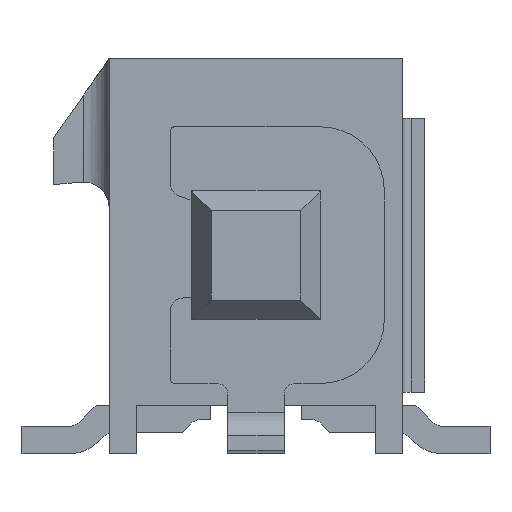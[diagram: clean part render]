
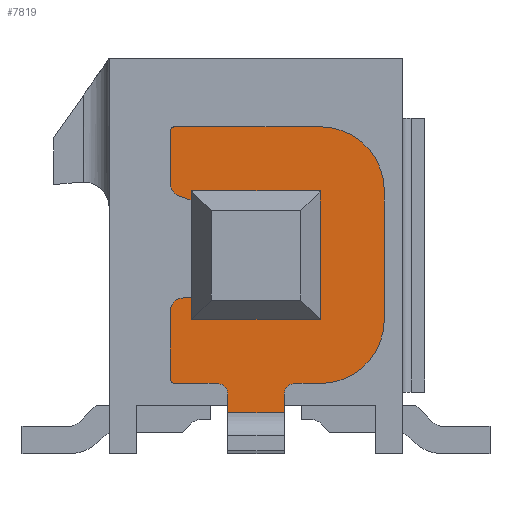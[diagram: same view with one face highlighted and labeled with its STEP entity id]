
A CAD part, left-side view. The second image highlights one B-rep face of the part: STEP entity #7819.
In plain terms, the highlighted planar face has unit normal (-1, 0, 0).
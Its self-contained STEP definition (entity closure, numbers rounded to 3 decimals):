
#380=DIRECTION('',(0.,-1.,0.));
#381=VECTOR('',#380,1.5);
#382=CARTESIAN_POINT('',(-9.79,0.75,-5.6));
#383=LINE('',#382,#381);
#392=DIRECTION('',(0.,0.,-1.));
#393=VECTOR('',#392,0.43);
#394=CARTESIAN_POINT('',(-9.79,-0.66,-7.85));
#395=LINE('',#394,#393);
#396=DIRECTION('',(0.,0.,1.));
#397=VECTOR('',#396,0.43);
#398=CARTESIAN_POINT('',(-9.79,0.66,-8.28));
#399=LINE('',#398,#397);
#400=CARTESIAN_POINT('',(-9.79,0.91,-7.85));
#401=DIRECTION('',(1.,0.,0.));
#402=DIRECTION('',(0.,0.,1.));
#403=AXIS2_PLACEMENT_3D('',#400,#401,#402);
#405=DIRECTION('',(0.,-1.,0.));
#406=VECTOR('',#405,0.99);
#407=CARTESIAN_POINT('',(-9.79,1.9,-7.6));
#408=LINE('',#407,#406);
#409=CARTESIAN_POINT('',(-9.79,1.9,-7.5));
#410=DIRECTION('',(-1.,0.,0.));
#411=DIRECTION('',(0.,1.,0.));
#412=AXIS2_PLACEMENT_3D('',#409,#410,#411);
#414=DIRECTION('',(0.,0.,-1.));
#415=VECTOR('',#414,1.6);
#416=CARTESIAN_POINT('',(-9.79,2.,-5.9));
#417=LINE('',#416,#415);
#418=CARTESIAN_POINT('',(-9.79,1.7,-5.9));
#419=DIRECTION('',(-1.,0.,0.));
#420=DIRECTION('',(0.,0.,1.));
#421=AXIS2_PLACEMENT_3D('',#418,#419,#420);
#423=DIRECTION('',(0.,1.,0.));
#424=VECTOR('',#423,0.95);
#425=CARTESIAN_POINT('',(-9.79,0.75,-5.6));
#426=LINE('',#425,#424);
#427=CARTESIAN_POINT('',(-9.79,-0.7,-3.85));
#428=DIRECTION('',(1.,0.,0.));
#429=DIRECTION('',(0.,0.,1.));
#430=AXIS2_PLACEMENT_3D('',#427,#428,#429);
#432=DIRECTION('',(0.,-1.,0.));
#433=VECTOR('',#432,1.5);
#434=CARTESIAN_POINT('',(-9.79,0.8,-3.55));
#435=LINE('',#434,#433);
#436=CARTESIAN_POINT('',(-9.79,0.8,-3.05));
#437=DIRECTION('',(-1.,0.,0.));
#438=DIRECTION('',(0.,0.347,-0.938));
#439=AXIS2_PLACEMENT_3D('',#436,#437,#438);
#441=DIRECTION('',(0.,-0.938,-0.347));
#442=VECTOR('',#441,0.886);
#443=CARTESIAN_POINT('',(-9.79,1.804,-3.211));
#444=LINE('',#443,#442);
#445=CARTESIAN_POINT('',(-9.79,1.7,-2.93));
#446=DIRECTION('',(-1.,0.,0.));
#447=DIRECTION('',(0.,1.,0.));
#448=AXIS2_PLACEMENT_3D('',#445,#446,#447);
#450=DIRECTION('',(0.,0.,-1.));
#451=VECTOR('',#450,1.23);
#452=CARTESIAN_POINT('',(-9.79,2.,-1.7));
#453=LINE('',#452,#451);
#454=CARTESIAN_POINT('',(-9.79,1.9,-1.7));
#455=DIRECTION('',(-1.,0.,0.));
#456=DIRECTION('',(0.,0.,1.));
#457=AXIS2_PLACEMENT_3D('',#454,#455,#456);
#459=DIRECTION('',(0.,1.,0.));
#460=VECTOR('',#459,3.4);
#461=CARTESIAN_POINT('',(-9.79,-1.5,-1.6));
#462=LINE('',#461,#460);
#463=CARTESIAN_POINT('',(-9.79,-1.5,-3.1));
#464=DIRECTION('',(-1.,0.,0.));
#465=DIRECTION('',(0.,-1.,0.));
#466=AXIS2_PLACEMENT_3D('',#463,#464,#465);
#468=DIRECTION('',(0.,0.,1.));
#469=VECTOR('',#468,3.);
#470=CARTESIAN_POINT('',(-9.79,-3.,-6.1));
#471=LINE('',#470,#469);
#472=CARTESIAN_POINT('',(-9.79,-1.5,-6.1));
#473=DIRECTION('',(-1.,0.,0.));
#474=DIRECTION('',(0.,0.,-1.));
#475=AXIS2_PLACEMENT_3D('',#472,#473,#474);
#477=DIRECTION('',(0.,-1.,0.));
#478=VECTOR('',#477,0.59);
#479=CARTESIAN_POINT('',(-9.79,-0.91,-7.6));
#480=LINE('',#479,#478);
#481=CARTESIAN_POINT('',(-9.79,-0.91,-7.85));
#482=DIRECTION('',(1.,0.,0.));
#483=DIRECTION('',(0.,1.,0.));
#484=AXIS2_PLACEMENT_3D('',#481,#482,#483);
#619=DIRECTION('',(0.,0.,-1.));
#620=VECTOR('',#619,1.5);
#621=CARTESIAN_POINT('',(-9.79,-1.,-3.85));
#622=LINE('',#621,#620);
#640=CARTESIAN_POINT('',(-9.79,-0.75,-5.35));
#641=DIRECTION('',(-1.,0.,0.));
#642=DIRECTION('',(0.,0.,-1.));
#643=AXIS2_PLACEMENT_3D('',#640,#641,#642);
#5746=DIRECTION('',(0.,-1.,0.));
#5747=VECTOR('',#5746,1.32);
#5748=CARTESIAN_POINT('',(-9.79,0.66,-8.28));
#5749=LINE('',#5748,#5747);
#6096=CARTESIAN_POINT('',(-9.79,0.75,-5.6));
#6097=CARTESIAN_POINT('',(-9.79,-0.75,-5.6));
#6098=VERTEX_POINT('',#6096);
#6099=VERTEX_POINT('',#6097);
#6622=CARTESIAN_POINT('',(-9.79,1.7,-5.6));
#6623=CARTESIAN_POINT('',(-9.79,2.,-5.9));
#6624=VERTEX_POINT('',#6622);
#6625=VERTEX_POINT('',#6623);
#6626=CARTESIAN_POINT('',(-9.79,2.,-7.5));
#6627=VERTEX_POINT('',#6626);
#6628=CARTESIAN_POINT('',(-9.79,1.9,-7.6));
#6629=VERTEX_POINT('',#6628);
#6630=CARTESIAN_POINT('',(-9.79,0.91,-7.6));
#6631=VERTEX_POINT('',#6630);
#6632=CARTESIAN_POINT('',(-9.79,0.66,-7.85));
#6633=VERTEX_POINT('',#6632);
#6634=CARTESIAN_POINT('',(-9.79,-0.66,-7.85));
#6635=CARTESIAN_POINT('',(-9.79,-0.91,-7.6));
#6636=VERTEX_POINT('',#6634);
#6637=VERTEX_POINT('',#6635);
#6638=CARTESIAN_POINT('',(-9.79,-1.5,-7.6));
#6639=VERTEX_POINT('',#6638);
#6640=CARTESIAN_POINT('',(-9.79,-3.,-6.1));
#6641=VERTEX_POINT('',#6640);
#6642=CARTESIAN_POINT('',(-9.79,-3.,-3.1));
#6643=VERTEX_POINT('',#6642);
#6644=CARTESIAN_POINT('',(-9.79,-1.5,-1.6));
#6645=VERTEX_POINT('',#6644);
#6646=CARTESIAN_POINT('',(-9.79,1.9,-1.6));
#6647=VERTEX_POINT('',#6646);
#6648=CARTESIAN_POINT('',(-9.79,2.,-1.7));
#6649=VERTEX_POINT('',#6648);
#6650=CARTESIAN_POINT('',(-9.79,2.,-2.93));
#6651=VERTEX_POINT('',#6650);
#6652=CARTESIAN_POINT('',(-9.79,1.804,-3.211));
#6653=VERTEX_POINT('',#6652);
#6654=CARTESIAN_POINT('',(-9.79,0.974,-3.519));
#6655=VERTEX_POINT('',#6654);
#6656=CARTESIAN_POINT('',(-9.79,0.8,-3.55));
#6657=VERTEX_POINT('',#6656);
#6658=CARTESIAN_POINT('',(-9.79,-0.7,-3.55));
#6659=VERTEX_POINT('',#6658);
#6702=CARTESIAN_POINT('',(-9.79,-1.,-5.35));
#6703=VERTEX_POINT('',#6702);
#6704=CARTESIAN_POINT('',(-9.79,-1.,-3.85));
#6705=VERTEX_POINT('',#6704);
#7508=CARTESIAN_POINT('',(-9.79,0.66,-8.28));
#7509=VERTEX_POINT('',#7508);
#7520=CARTESIAN_POINT('',(-9.79,-0.66,-8.28));
#7521=VERTEX_POINT('',#7520);
#7770=CARTESIAN_POINT('',(-9.79,0.,0.));
#7771=DIRECTION('',(-1.,0.,0.));
#7772=DIRECTION('',(0.,-1.,0.));
#7773=AXIS2_PLACEMENT_3D('',#7770,#7771,#7772);
#7774=PLANE('',#7773);
#7776=ORIENTED_EDGE('',*,*,#7775,.T.);
#7778=ORIENTED_EDGE('',*,*,#7777,.F.);
#7779=ORIENTED_EDGE('',*,*,#7612,.T.);
#7780=ORIENTED_EDGE('',*,*,#7663,.F.);
#7781=ORIENTED_EDGE('',*,*,#7677,.F.);
#7782=ORIENTED_EDGE('',*,*,#7691,.F.);
#7783=ORIENTED_EDGE('',*,*,#7705,.F.);
#7784=ORIENTED_EDGE('',*,*,#7719,.F.);
#7785=ORIENTED_EDGE('',*,*,#7733,.F.);
#7786=ORIENTED_EDGE('',*,*,#7760,.T.);
#7788=ORIENTED_EDGE('',*,*,#7787,.T.);
#7790=ORIENTED_EDGE('',*,*,#7789,.F.);
#7792=ORIENTED_EDGE('',*,*,#7791,.F.);
#7794=ORIENTED_EDGE('',*,*,#7793,.F.);
#7796=ORIENTED_EDGE('',*,*,#7795,.F.);
#7798=ORIENTED_EDGE('',*,*,#7797,.F.);
#7800=ORIENTED_EDGE('',*,*,#7799,.F.);
#7802=ORIENTED_EDGE('',*,*,#7801,.F.);
#7804=ORIENTED_EDGE('',*,*,#7803,.F.);
#7806=ORIENTED_EDGE('',*,*,#7805,.F.);
#7808=ORIENTED_EDGE('',*,*,#7807,.F.);
#7810=ORIENTED_EDGE('',*,*,#7809,.F.);
#7812=ORIENTED_EDGE('',*,*,#7811,.F.);
#7814=ORIENTED_EDGE('',*,*,#7813,.F.);
#7816=ORIENTED_EDGE('',*,*,#7815,.F.);
#7817=EDGE_LOOP('',(#7776,#7778,#7779,#7780,#7781,#7782,#7783,#7784,#7785,#7786,
#7788,#7790,#7792,#7794,#7796,#7798,#7800,#7802,#7804,#7806,#7808,#7810,#7812,
#7814,#7816));
#7818=FACE_OUTER_BOUND('',#7817,.F.);
#404=CIRCLE('',#403,0.25);
#413=CIRCLE('',#412,0.1);
#422=CIRCLE('',#421,0.3);
#431=CIRCLE('',#430,0.3);
#440=CIRCLE('',#439,0.5);
#449=CIRCLE('',#448,0.3);
#458=CIRCLE('',#457,0.1);
#467=CIRCLE('',#466,1.5);
#476=CIRCLE('',#475,1.5);
#485=CIRCLE('',#484,0.25);
#644=CIRCLE('',#643,0.25);
#7612=EDGE_CURVE('',#7509,#6633,#399,.T.);
#7663=EDGE_CURVE('',#6631,#6633,#404,.T.);
#7677=EDGE_CURVE('',#6629,#6631,#408,.T.);
#7691=EDGE_CURVE('',#6627,#6629,#413,.T.);
#7705=EDGE_CURVE('',#6625,#6627,#417,.T.);
#7719=EDGE_CURVE('',#6624,#6625,#422,.T.);
#7733=EDGE_CURVE('',#6098,#6624,#426,.T.);
#7760=EDGE_CURVE('',#6098,#6099,#383,.T.);
#7775=EDGE_CURVE('',#6636,#7521,#395,.T.);
#7777=EDGE_CURVE('',#7509,#7521,#5749,.T.);
#7787=EDGE_CURVE('',#6099,#6703,#644,.T.);
#7789=EDGE_CURVE('',#6705,#6703,#622,.T.);
#7791=EDGE_CURVE('',#6659,#6705,#431,.T.);
#7793=EDGE_CURVE('',#6657,#6659,#435,.T.);
#7795=EDGE_CURVE('',#6655,#6657,#440,.T.);
#7797=EDGE_CURVE('',#6653,#6655,#444,.T.);
#7799=EDGE_CURVE('',#6651,#6653,#449,.T.);
#7801=EDGE_CURVE('',#6649,#6651,#453,.T.);
#7803=EDGE_CURVE('',#6647,#6649,#458,.T.);
#7805=EDGE_CURVE('',#6645,#6647,#462,.T.);
#7807=EDGE_CURVE('',#6643,#6645,#467,.T.);
#7809=EDGE_CURVE('',#6641,#6643,#471,.T.);
#7811=EDGE_CURVE('',#6639,#6641,#476,.T.);
#7813=EDGE_CURVE('',#6637,#6639,#480,.T.);
#7815=EDGE_CURVE('',#6636,#6637,#485,.T.);
#7819=ADVANCED_FACE('',(#7818),#7774,.T.);
